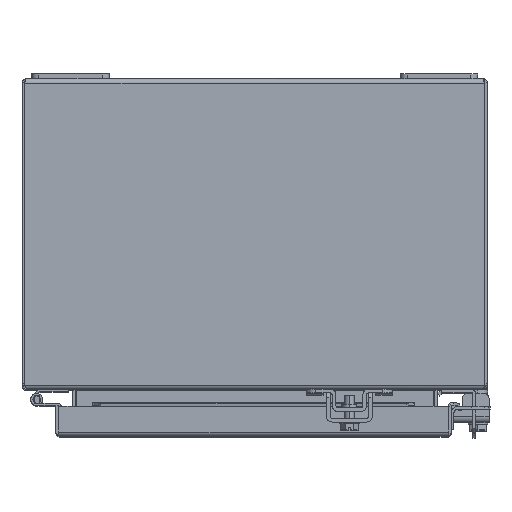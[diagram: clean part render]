
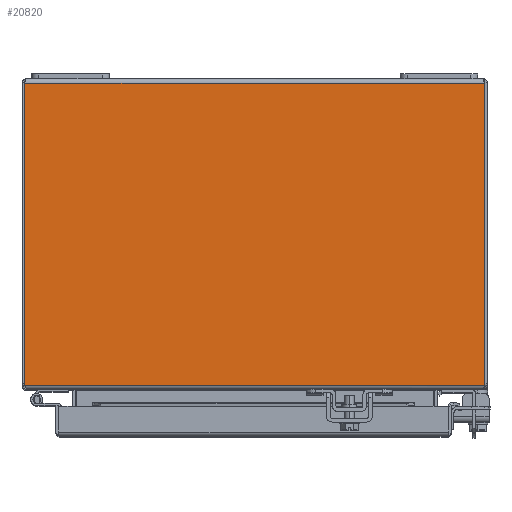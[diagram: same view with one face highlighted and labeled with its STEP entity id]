
A CAD part, top view. The second image highlights one B-rep face of the part: STEP entity #20820.
In plain terms, the highlighted planar face has unit normal (0, 0, 1).
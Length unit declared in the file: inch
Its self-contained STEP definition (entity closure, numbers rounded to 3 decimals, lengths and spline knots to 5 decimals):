
#1227 = FACE_OUTER_BOUND ( 'NONE', #40862, .T. ) ;
#1979 = EDGE_CURVE ( 'NONE', #18780, #14473, #37707, .T. ) ;
#2999 = VERTEX_POINT ( 'NONE', #11668 ) ;
#3381 = CARTESIAN_POINT ( 'NONE',  ( 41.406, -7.892, 8. ) ) ;
#3859 = EDGE_CURVE ( 'NONE', #8189, #18780, #31854, .T. ) ;
#4612 = VECTOR ( 'NONE', #30052, 39.37008 ) ;
#4837 = AXIS2_PLACEMENT_3D ( 'NONE', #32572, #29125, #13203 ) ;
#6242 = CARTESIAN_POINT ( 'NONE',  ( -5.892, -0.108, 8. ) ) ;
#6373 = VERTEX_POINT ( 'NONE', #22329 ) ;
#8189 = VERTEX_POINT ( 'NONE', #10972 ) ;
#8230 = DIRECTION ( 'NONE',  ( 0., -1., 0. ) ) ;
#8532 = DIRECTION ( 'NONE',  ( -1., 0., 0. ) ) ;
#8861 = ORIENTED_EDGE ( 'NONE', *, *, #11469, .F. ) ;
#9202 = CARTESIAN_POINT ( 'NONE',  ( -5.92218, -7.892, 8. ) ) ;
#10677 = LINE ( 'NONE', #3381, #4612 ) ;
#10972 = CARTESIAN_POINT ( 'NONE',  ( -5.92789, -0.108, 8. ) ) ;
#11469 = EDGE_CURVE ( 'NONE', #40303, #6373, #33519, .T. ) ;
#11562 = CARTESIAN_POINT ( 'NONE',  ( -5.82789, -7.85871, 8. ) ) ;
#11668 = CARTESIAN_POINT ( 'NONE',  ( 5.92218, -7.892, 8. ) ) ;
#13203 = DIRECTION ( 'NONE',  ( 1., 0., 0. ) ) ;
#14249 = EDGE_CURVE ( 'NONE', #14473, #2999, #23383, .T. ) ;
#14473 = VERTEX_POINT ( 'NONE', #22386 ) ;
#15337 = VECTOR ( 'NONE', #23491, 39.37008 ) ;
#15966 = DIRECTION ( 'NONE',  ( 0., 0., -1. ) ) ;
#16905 = DIRECTION ( 'NONE',  ( -1., 0., 0. ) ) ;
#17341 = DIRECTION ( 'NONE',  ( 0., 0., -1. ) ) ;
#17363 = ORIENTED_EDGE ( 'NONE', *, *, #38599, .F. ) ;
#18720 = CARTESIAN_POINT ( 'NONE',  ( 5.92789, 0., 8. ) ) ;
#18780 = VERTEX_POINT ( 'NONE', #26022 ) ;
#19063 = EDGE_CURVE ( 'NONE', #2999, #40303, #10677, .T. ) ;
#19774 = AXIS2_PLACEMENT_3D ( 'NONE', #11562, #15966, #8532 ) ;
#20049 = LINE ( 'NONE', #37264, #15337 ) ;
#20820 = ADVANCED_FACE ( 'NONE', ( #1227 ), #27489, .F. ) ;
#22329 = CARTESIAN_POINT ( 'NONE',  ( -5.92789, -7.85871, 8. ) ) ;
#22386 = CARTESIAN_POINT ( 'NONE',  ( 5.92789, -7.85871, 8. ) ) ;
#23383 = CIRCLE ( 'NONE', #4837, 0.1 ) ;
#23491 = DIRECTION ( 'NONE',  ( 0., 1., 0. ) ) ;
#24678 = ORIENTED_EDGE ( 'NONE', *, *, #3859, .F. ) ;
#24980 = ORIENTED_EDGE ( 'NONE', *, *, #19063, .F. ) ;
#26022 = CARTESIAN_POINT ( 'NONE',  ( 5.92789, -0.108, 8. ) ) ;
#26849 = CARTESIAN_POINT ( 'NONE',  ( 41.406, 0., 8. ) ) ;
#27489 = PLANE ( 'NONE',  #28753 ) ;
#28753 = AXIS2_PLACEMENT_3D ( 'NONE', #26849, #17341, #16905 ) ;
#28843 = DIRECTION ( 'NONE',  ( 1., 0., 0. ) ) ;
#29125 = DIRECTION ( 'NONE',  ( 0., 0., -1. ) ) ;
#30052 = DIRECTION ( 'NONE',  ( -1., 0., 0. ) ) ;
#30109 = VECTOR ( 'NONE', #8230, 39.37008 ) ;
#31854 = LINE ( 'NONE', #6242, #40478 ) ;
#32572 = CARTESIAN_POINT ( 'NONE',  ( 5.82789, -7.85871, 8. ) ) ;
#33519 = CIRCLE ( 'NONE', #19774, 0.1 ) ;
#35348 = ORIENTED_EDGE ( 'NONE', *, *, #14249, .F. ) ;
#35598 = ORIENTED_EDGE ( 'NONE', *, *, #1979, .F. ) ;
#37264 = CARTESIAN_POINT ( 'NONE',  ( -5.92789, 0., 8. ) ) ;
#37707 = LINE ( 'NONE', #18720, #30109 ) ;
#38599 = EDGE_CURVE ( 'NONE', #6373, #8189, #20049, .T. ) ;
#40303 = VERTEX_POINT ( 'NONE', #9202 ) ;
#40478 = VECTOR ( 'NONE', #28843, 39.37008 ) ;
#40862 = EDGE_LOOP ( 'NONE', ( #35348, #35598, #24678, #17363, #8861, #24980 ) ) ;
